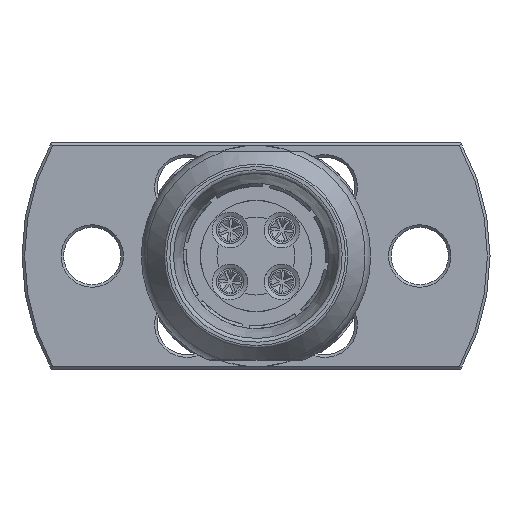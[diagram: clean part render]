
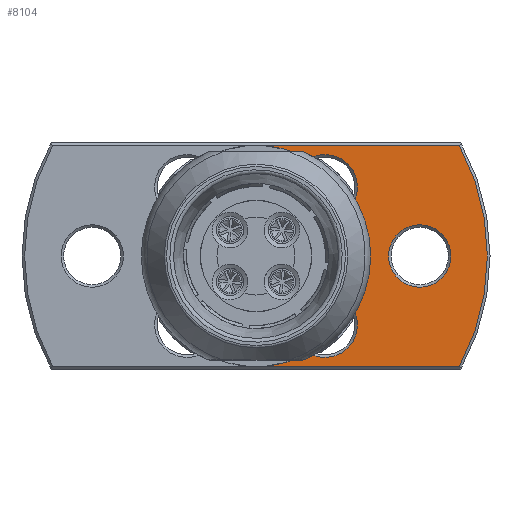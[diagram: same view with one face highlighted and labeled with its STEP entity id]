
A CAD part, left-side view. The second image highlights one B-rep face of the part: STEP entity #8104.
In plain terms, the highlighted planar face has unit normal (-1, 0, 0).
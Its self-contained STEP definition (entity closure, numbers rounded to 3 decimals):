
#414 = DIRECTION ( 'NONE',  ( 0., 0., 1. ) ) ;
#443 = CARTESIAN_POINT ( 'NONE',  ( 19.807, 0., -4.25 ) ) ;
#506 = DIRECTION ( 'NONE',  ( 0., 0.255, -0.967 ) ) ;
#835 = DIRECTION ( 'NONE',  ( 0., 0.255, -0.967 ) ) ;
#1549 = DIRECTION ( 'NONE',  ( 1., 0., 0. ) ) ;
#1555 = CARTESIAN_POINT ( 'NONE',  ( 19.807, -6.3, 0. ) ) ;
#1563 = LINE ( 'NONE', #9376, #16950 ) ;
#1842 = CARTESIAN_POINT ( 'NONE',  ( 19.807, 0., 0. ) ) ;
#1849 = ORIENTED_EDGE ( 'NONE', *, *, #24936, .T. ) ;
#2393 = DIRECTION ( 'NONE',  ( 0., 0., 1. ) ) ;
#2408 = CARTESIAN_POINT ( 'NONE',  ( 19.807, 0., 0. ) ) ;
#2908 = AXIS2_PLACEMENT_3D ( 'NONE', #10162, #18062, #414 ) ;
#3018 = EDGE_LOOP ( 'NONE', ( #17547, #7969, #21858, #15386, #17646, #9540, #24985, #1849 ) ) ;
#4061 = EDGE_CURVE ( 'NONE', #8488, #13244, #8412, .T. ) ;
#4538 = EDGE_CURVE ( 'NONE', #7527, #13703, #13279, .T. ) ;
#5251 = CARTESIAN_POINT ( 'NONE',  ( 19.807, -3.735, -2.029 ) ) ;
#5787 = EDGE_CURVE ( 'NONE', #7889, #22775, #16143, .T. ) ;
#6057 = FACE_OUTER_BOUND ( 'NONE', #3018, .T. ) ;
#6096 = AXIS2_PLACEMENT_3D ( 'NONE', #10574, #18482, #835 ) ;
#6342 = DIRECTION ( 'NONE',  ( 0., -1., 0. ) ) ;
#7159 = CARTESIAN_POINT ( 'NONE',  ( 19.807, -2.029, 3.735 ) ) ;
#7203 = VERTEX_POINT ( 'NONE', #15067 ) ;
#7527 = VERTEX_POINT ( 'NONE', #5251 ) ;
#7595 = CIRCLE ( 'NONE', #25293, 4.25 ) ;
#7889 = VERTEX_POINT ( 'NONE', #443 ) ;
#7969 = ORIENTED_EDGE ( 'NONE', *, *, #10178, .T. ) ;
#8081 = VERTEX_POINT ( 'NONE', #17817 ) ;
#8104 = ADVANCED_FACE ( 'NONE', ( #23694, #6057 ), #13915, .F. ) ;
#8412 = CIRCLE ( 'NONE', #16252, 1.25 ) ;
#8488 = VERTEX_POINT ( 'NONE', #7159 ) ;
#8867 = VERTEX_POINT ( 'NONE', #9316 ) ;
#9316 = CARTESIAN_POINT ( 'NONE',  ( 19.807, -7.82, 4.25 ) ) ;
#9364 = DIRECTION ( 'NONE',  ( 0., 0., 1. ) ) ;
#9367 = DIRECTION ( 'NONE',  ( 1., 0., 0. ) ) ;
#9376 = CARTESIAN_POINT ( 'NONE',  ( 19.807, 7.879, 4.25 ) ) ;
#9540 = ORIENTED_EDGE ( 'NONE', *, *, #15346, .T. ) ;
#9658 = DIRECTION ( 'NONE',  ( 1., 0., 0. ) ) ;
#10162 = CARTESIAN_POINT ( 'NONE',  ( 19.807, 0., 0. ) ) ;
#10178 = EDGE_CURVE ( 'NONE', #8081, #8488, #7595, .T. ) ;
#10244 = DIRECTION ( 'NONE',  ( -1., 0., 0. ) ) ;
#10253 = CARTESIAN_POINT ( 'NONE',  ( 19.807, 0., 0. ) ) ;
#10574 = CARTESIAN_POINT ( 'NONE',  ( 19.807, 0., 0. ) ) ;
#10615 = CIRCLE ( 'NONE', #25016, 1.2 ) ;
#10898 = CIRCLE ( 'NONE', #25299, 8.9 ) ;
#12052 = EDGE_LOOP ( 'NONE', ( #23928 ) ) ;
#12172 = CARTESIAN_POINT ( 'NONE',  ( 19.807, -2.65, -2.65 ) ) ;
#12189 = CARTESIAN_POINT ( 'NONE',  ( 19.807, -7.82, -4.25 ) ) ;
#13244 = VERTEX_POINT ( 'NONE', #15942 ) ;
#13279 = CIRCLE ( 'NONE', #14928, 1.25 ) ;
#13703 = VERTEX_POINT ( 'NONE', #23693 ) ;
#13915 = PLANE ( 'NONE',  #2908 ) ;
#14928 = AXIS2_PLACEMENT_3D ( 'NONE', #12172, #20037, #2393 ) ;
#15067 = CARTESIAN_POINT ( 'NONE',  ( 19.807, -6.3, 1.2 ) ) ;
#15346 = EDGE_CURVE ( 'NONE', #13703, #7889, #16610, .T. ) ;
#15386 = ORIENTED_EDGE ( 'NONE', *, *, #18723, .T. ) ;
#15942 = CARTESIAN_POINT ( 'NONE',  ( 19.807, -3.735, 2.029 ) ) ;
#16143 = LINE ( 'NONE', #23986, #18456 ) ;
#16252 = AXIS2_PLACEMENT_3D ( 'NONE', #19199, #1549, #9364 ) ;
#16610 = CIRCLE ( 'NONE', #19897, 4.25 ) ;
#16950 = VECTOR ( 'NONE', #17265, 1000. ) ;
#17228 = CIRCLE ( 'NONE', #6096, 4.25 ) ;
#17258 = DIRECTION ( 'NONE',  ( 0., 0., 1. ) ) ;
#17265 = DIRECTION ( 'NONE',  ( 0., 1., 0. ) ) ;
#17547 = ORIENTED_EDGE ( 'NONE', *, *, #21400, .T. ) ;
#17566 = DIRECTION ( 'NONE',  ( 0., 0.255, -0.967 ) ) ;
#17646 = ORIENTED_EDGE ( 'NONE', *, *, #4538, .T. ) ;
#17817 = CARTESIAN_POINT ( 'NONE',  ( 19.807, 0., 4.25 ) ) ;
#18062 = DIRECTION ( 'NONE',  ( 1., 0., 0. ) ) ;
#18149 = DIRECTION ( 'NONE',  ( 0., 0., 1. ) ) ;
#18159 = DIRECTION ( 'NONE',  ( 1., 0., 0. ) ) ;
#18456 = VECTOR ( 'NONE', #6342, 1000. ) ;
#18482 = DIRECTION ( 'NONE',  ( 1., 0., 0. ) ) ;
#18723 = EDGE_CURVE ( 'NONE', #13244, #7527, #17228, .T. ) ;
#19163 = EDGE_CURVE ( 'NONE', #7203, #7203, #10615, .T. ) ;
#19199 = CARTESIAN_POINT ( 'NONE',  ( 19.807, -2.65, 2.65 ) ) ;
#19897 = AXIS2_PLACEMENT_3D ( 'NONE', #1842, #9658, #17566 ) ;
#20037 = DIRECTION ( 'NONE',  ( 1., 0., 0. ) ) ;
#21400 = EDGE_CURVE ( 'NONE', #8867, #8081, #1563, .T. ) ;
#21858 = ORIENTED_EDGE ( 'NONE', *, *, #4061, .T. ) ;
#22775 = VERTEX_POINT ( 'NONE', #12189 ) ;
#23693 = CARTESIAN_POINT ( 'NONE',  ( 19.807, -2.029, -3.735 ) ) ;
#23694 = FACE_BOUND ( 'NONE', #12052, .T. ) ;
#23928 = ORIENTED_EDGE ( 'NONE', *, *, #19163, .T. ) ;
#23986 = CARTESIAN_POINT ( 'NONE',  ( 19.807, -7.879, -4.25 ) ) ;
#24936 = EDGE_CURVE ( 'NONE', #22775, #8867, #10898, .T. ) ;
#24985 = ORIENTED_EDGE ( 'NONE', *, *, #5787, .T. ) ;
#25016 = AXIS2_PLACEMENT_3D ( 'NONE', #1555, #9367, #17258 ) ;
#25293 = AXIS2_PLACEMENT_3D ( 'NONE', #10253, #18159, #506 ) ;
#25299 = AXIS2_PLACEMENT_3D ( 'NONE', #2408, #10244, #18149 ) ;
